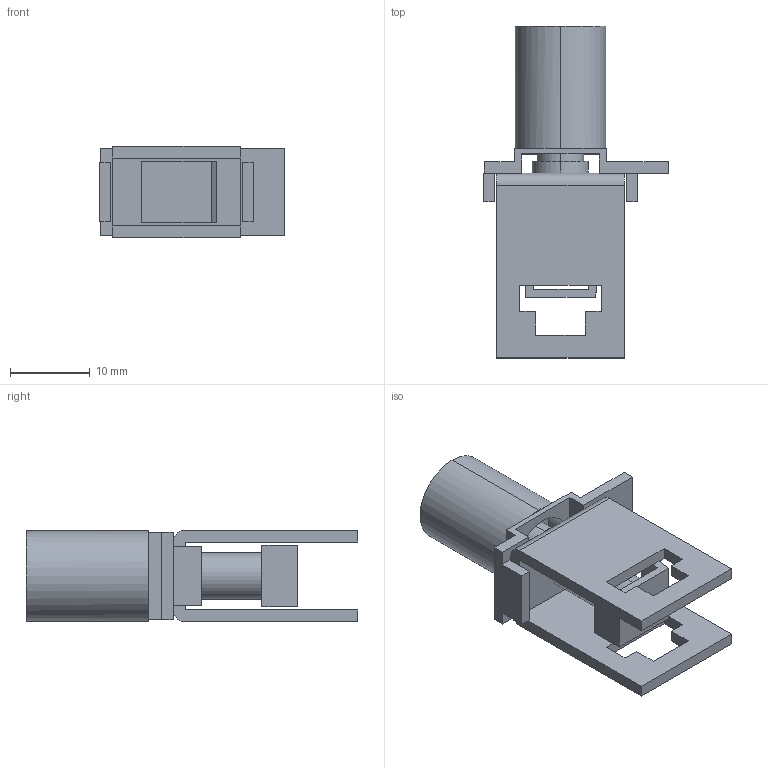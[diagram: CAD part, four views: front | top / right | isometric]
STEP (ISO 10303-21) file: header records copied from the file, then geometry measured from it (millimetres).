
FILE_DESCRIPTION (( 'STEP AP214' ), '1' );
FILE_NAME ('7205710.stp', '2020-06-23T09:53:51', ( '' ), ( '' ), 'SwSTEP 2.0', 'SolidWorks 2018', '' );
FILE_SCHEMA (( 'AUTOMOTIVE_DESIGN' ));
Length unit declared in the file: millimetre
Products named in the file (5): 085002_Standard; 7205710; 084920_Standard; 085020_Standard; 085000_Standard
Assembly tree (4 placements, depth 2):
  7205710
    084920_Standard
    085000_Standard
    085002_Standard
    085020_Standard
Bounding box: 23.11 x 41.5 x 11.5 mm (x, y, z)
Volume: 2943.5 mm3; surface area: 4484.9 mm2
Topology: 4 solids, 4 shells, 93 faces, 240 edges, 158 vertices
Faces by surface type: plane 78, cylinder 13, cone 2
Entity records: 3034 total; most frequent: CARTESIAN_POINT 522, ORIENTED_EDGE 480, DIRECTION 474, EDGE_CURVE 240, VECTOR 198, LINE 198, VERTEX_POINT 158, AXIS2_PLACEMENT_3D 138
